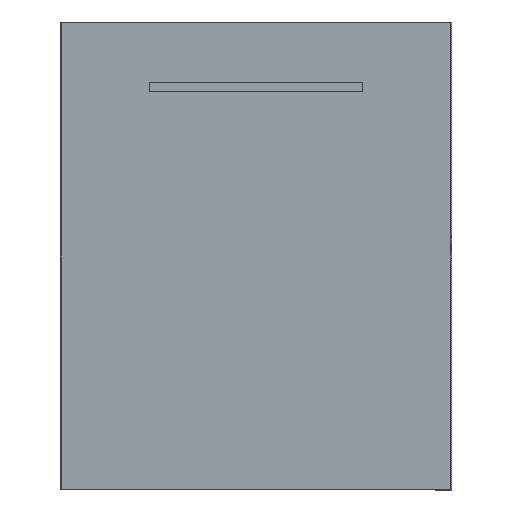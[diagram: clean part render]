
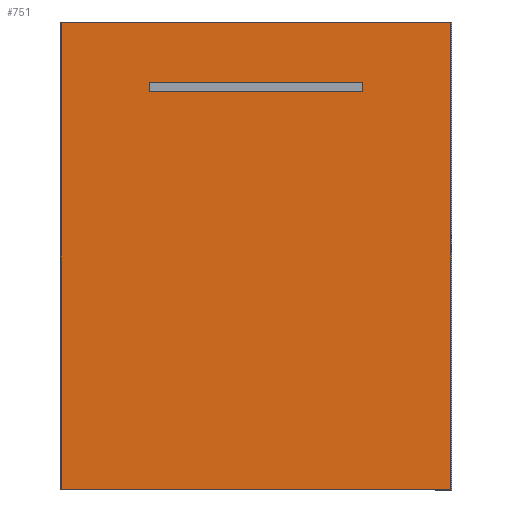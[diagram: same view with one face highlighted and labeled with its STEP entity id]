
A CAD part, front view. The second image highlights one B-rep face of the part: STEP entity #751.
In plain terms, the highlighted planar face has unit normal (0, -1, 0).
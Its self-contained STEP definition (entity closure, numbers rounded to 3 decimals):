
#39=FACE_OUTER_BOUND('',#89,.T.);
#89=EDGE_LOOP('',(#509,#510,#511,#512));
#144=LINE('',#1076,#240);
#146=LINE('',#1082,#242);
#149=LINE('',#1087,#245);
#150=LINE('',#1088,#246);
#240=VECTOR('',#868,428.);
#242=VECTOR('',#872,428.);
#245=VECTOR('',#877,512.);
#246=VECTOR('',#878,512.);
#333=VERTEX_POINT('',#1069);
#336=VERTEX_POINT('',#1074);
#338=VERTEX_POINT('',#1079);
#339=VERTEX_POINT('',#1081);
#404=EDGE_CURVE('',#336,#333,#144,.T.);
#406=EDGE_CURVE('',#338,#339,#146,.T.);
#409=EDGE_CURVE('',#336,#339,#149,.T.);
#410=EDGE_CURVE('',#333,#338,#150,.T.);
#509=ORIENTED_EDGE('',*,*,#409,.T.);
#510=ORIENTED_EDGE('',*,*,#406,.F.);
#511=ORIENTED_EDGE('',*,*,#410,.F.);
#512=ORIENTED_EDGE('',*,*,#404,.F.);
#703=PLANE('',#809);
#751=ADVANCED_FACE('',(#39),#703,.F.);
#809=AXIS2_PLACEMENT_3D('',#1086,#875,#876);
#868=DIRECTION('',(1.,0.,0.));
#872=DIRECTION('',(-1.,0.,0.));
#875=DIRECTION('center_axis',(0.,1.,0.));
#876=DIRECTION('ref_axis',(0.,0.,1.));
#877=DIRECTION('',(0.,0.,-1.));
#878=DIRECTION('',(0.,0.,-1.));
#1069=CARTESIAN_POINT('',(429.,-20.,513.));
#1074=CARTESIAN_POINT('',(1.,-20.,513.));
#1076=CARTESIAN_POINT('',(215.,-20.,513.));
#1079=CARTESIAN_POINT('',(429.,-20.,1.));
#1081=CARTESIAN_POINT('',(1.,-20.,1.));
#1082=CARTESIAN_POINT('',(215.,-20.,1.));
#1086=CARTESIAN_POINT('Origin',(215.,-20.,257.));
#1087=CARTESIAN_POINT('',(1.,-20.,257.));
#1088=CARTESIAN_POINT('',(429.,-20.,257.));
